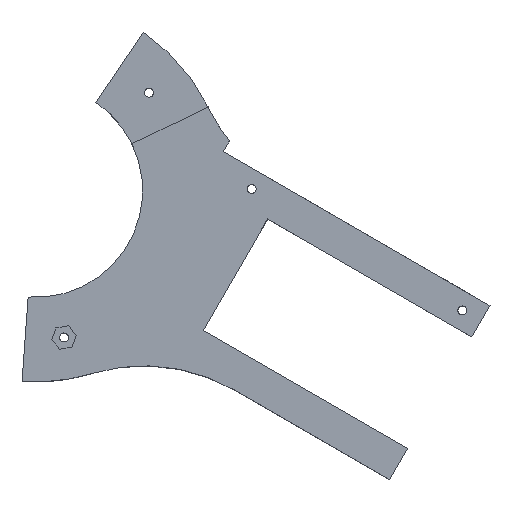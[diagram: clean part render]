
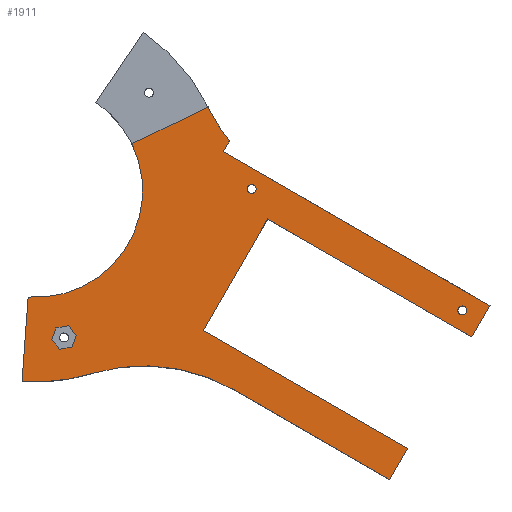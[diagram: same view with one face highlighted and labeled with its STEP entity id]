
A CAD part, top view. The second image highlights one B-rep face of the part: STEP entity #1911.
In plain terms, the highlighted planar face has unit normal (0, 0, 1).
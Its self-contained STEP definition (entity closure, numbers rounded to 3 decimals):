
#198=CARTESIAN_POINT('Vertex',(120.927,-40.592,25.)) ;
#201=CARTESIAN_POINT('Line Origine',(92.608,-24.242,25.)) ;
#205=CARTESIAN_POINT('Vertex',(64.289,-7.892,25.)) ;
#350=CARTESIAN_POINT('Vertex',(51.969,10.768,25.)) ;
#353=CARTESIAN_POINT('Line Origine',(88.948,-10.582,25.)) ;
#357=CARTESIAN_POINT('Vertex',(125.927,-31.932,25.)) ;
#453=CARTESIAN_POINT('Line Origine',(123.427,-36.262,25.)) ;
#477=CARTESIAN_POINT('Line Origine',(55.364,-23.351,25.)) ;
#481=CARTESIAN_POINT('Vertex',(46.439,-38.809,25.)) ;
#662=CARTESIAN_POINT('Line Origine',(52.829,12.258,25.)) ;
#666=CARTESIAN_POINT('Vertex',(53.689,13.747,25.)) ;
#705=CARTESIAN_POINT('Vertex',(117.606,-34.344,25.)) ;
#708=CARTESIAN_POINT('Axis2P3D Location',(118.231,-33.262,25.)) ;
#712=CARTESIAN_POINT('Vertex',(118.856,-32.179,25.)) ;
#727=CARTESIAN_POINT('Axis2P3D Location',(118.231,-33.262,25.)) ;
#745=CARTESIAN_POINT('Vertex',(103.077,-71.509,25.)) ;
#748=CARTESIAN_POINT('Line Origine',(100.577,-75.839,25.)) ;
#752=CARTESIAN_POINT('Vertex',(98.077,-80.169,25.)) ;
#779=CARTESIAN_POINT('Line Origine',(74.758,-55.159,25.)) ;
#819=CARTESIAN_POINT('Axis2P3D Location',(92.751,44.957,25.)) ;
#823=CARTESIAN_POINT('Vertex',(47.758,23.149,25.)) ;
#860=CARTESIAN_POINT('Vertex',(26.656,12.92,25.)) ;
#863=CARTESIAN_POINT('Line Origine',(37.207,18.035,25.)) ;
#886=CARTESIAN_POINT('Vertex',(-3.832,-52.934,25.)) ;
#889=CARTESIAN_POINT('Line Origine',(-2.985,-41.24,25.)) ;
#893=CARTESIAN_POINT('Vertex',(-2.139,-29.545,25.)) ;
#926=CARTESIAN_POINT('Vertex',(15.453,-50.773,25.)) ;
#929=CARTESIAN_POINT('Axis2P3D Location',(0.,0.,25.)) ;
#984=CARTESIAN_POINT('Vertex',(55.012,-55.305,25.)) ;
#987=CARTESIAN_POINT('Axis2P3D Location',(30.012,-98.607,25.)) ;
#1011=CARTESIAN_POINT('Line Origine',(76.545,-67.737,25.)) ;
#1082=CARTESIAN_POINT('Vertex',(59.236,-0.644,25.)) ;
#1085=CARTESIAN_POINT('Axis2P3D Location',(59.861,0.438,25.)) ;
#1089=CARTESIAN_POINT('Vertex',(60.486,1.521,25.)) ;
#1104=CARTESIAN_POINT('Axis2P3D Location',(59.861,0.438,25.)) ;
#1426=CARTESIAN_POINT('Axis2P3D Location',(0.,0.,25.)) ;
#1832=CARTESIAN_POINT('Axis2P3D Location',(0.,0.,25.)) ;
#1853=CARTESIAN_POINT('Line Origine',(8.362,-43.707,25.)) ;
#1857=CARTESIAN_POINT('Vertex',(6.659,-44.021,25.)) ;
#1859=CARTESIAN_POINT('Vertex',(10.066,-43.393,25.)) ;
#1862=CARTESIAN_POINT('Line Origine',(5.536,-42.703,25.)) ;
#1866=CARTESIAN_POINT('Vertex',(4.412,-41.384,25.)) ;
#1869=CARTESIAN_POINT('Line Origine',(4.992,-39.752,25.)) ;
#1873=CARTESIAN_POINT('Vertex',(5.572,-38.12,25.)) ;
#1876=CARTESIAN_POINT('Line Origine',(7.275,-37.806,25.)) ;
#1880=CARTESIAN_POINT('Vertex',(8.979,-37.493,25.)) ;
#1883=CARTESIAN_POINT('Line Origine',(10.102,-38.811,25.)) ;
#1887=CARTESIAN_POINT('Vertex',(11.226,-40.129,25.)) ;
#1890=CARTESIAN_POINT('Line Origine',(10.646,-41.761,25.)) ;
#202=DIRECTION('Vector Direction',(-0.866,0.5,0.)) ;
#354=DIRECTION('Vector Direction',(-0.866,0.5,0.)) ;
#454=DIRECTION('Vector Direction',(0.5,0.866,0.)) ;
#478=DIRECTION('Vector Direction',(-0.5,-0.866,0.)) ;
#663=DIRECTION('Vector Direction',(-0.5,-0.866,0.)) ;
#709=DIRECTION('Axis2P3D Direction',(0.,0.,1.)) ;
#728=DIRECTION('Axis2P3D Direction',(0.,0.,1.)) ;
#749=DIRECTION('Vector Direction',(-0.5,-0.866,0.)) ;
#780=DIRECTION('Vector Direction',(0.866,-0.5,0.)) ;
#820=DIRECTION('Axis2P3D Direction',(0.,0.,-1.)) ;
#864=DIRECTION('Vector Direction',(0.9,0.436,0.)) ;
#890=DIRECTION('Vector Direction',(-0.072,-0.997,0.)) ;
#930=DIRECTION('Axis2P3D Direction',(0.,0.,-1.)) ;
#988=DIRECTION('Axis2P3D Direction',(0.,0.,-1.)) ;
#1012=DIRECTION('Vector Direction',(0.866,-0.5,0.)) ;
#1086=DIRECTION('Axis2P3D Direction',(0.,0.,1.)) ;
#1105=DIRECTION('Axis2P3D Direction',(0.,0.,1.)) ;
#1427=DIRECTION('Axis2P3D Direction',(0.,0.,-1.)) ;
#1833=DIRECTION('Axis2P3D Direction',(0.,0.,1.)) ;
#1834=DIRECTION('Axis2P3D XDirection',(1.,0.,0.)) ;
#1854=DIRECTION('Vector Direction',(0.983,0.181,0.)) ;
#1863=DIRECTION('Vector Direction',(0.649,-0.761,0.)) ;
#1870=DIRECTION('Vector Direction',(-0.335,-0.942,0.)) ;
#1877=DIRECTION('Vector Direction',(-0.983,-0.181,0.)) ;
#1884=DIRECTION('Vector Direction',(-0.649,0.761,0.)) ;
#1891=DIRECTION('Vector Direction',(0.335,0.942,0.)) ;
#710=AXIS2_PLACEMENT_3D('Circle Axis2P3D',#708,#709,$) ;
#729=AXIS2_PLACEMENT_3D('Circle Axis2P3D',#727,#728,$) ;
#821=AXIS2_PLACEMENT_3D('Circle Axis2P3D',#819,#820,$) ;
#931=AXIS2_PLACEMENT_3D('Circle Axis2P3D',#929,#930,$) ;
#989=AXIS2_PLACEMENT_3D('Circle Axis2P3D',#987,#988,$) ;
#1087=AXIS2_PLACEMENT_3D('Circle Axis2P3D',#1085,#1086,$) ;
#1106=AXIS2_PLACEMENT_3D('Circle Axis2P3D',#1104,#1105,$) ;
#1428=AXIS2_PLACEMENT_3D('Circle Axis2P3D',#1426,#1427,$) ;
#1835=AXIS2_PLACEMENT_3D('Plane Axis2P3D',#1832,#1833,#1834) ;
#1838=ORIENTED_EDGE('',*,*,#754,.F.) ;
#1839=ORIENTED_EDGE('',*,*,#783,.T.) ;
#1840=ORIENTED_EDGE('',*,*,#483,.F.) ;
#1841=ORIENTED_EDGE('',*,*,#207,.T.) ;
#1842=ORIENTED_EDGE('',*,*,#457,.T.) ;
#1843=ORIENTED_EDGE('',*,*,#359,.T.) ;
#1844=ORIENTED_EDGE('',*,*,#668,.F.) ;
#1845=ORIENTED_EDGE('',*,*,#825,.F.) ;
#1846=ORIENTED_EDGE('',*,*,#867,.F.) ;
#1847=ORIENTED_EDGE('',*,*,#1430,.F.) ;
#1848=ORIENTED_EDGE('',*,*,#895,.T.) ;
#1849=ORIENTED_EDGE('',*,*,#933,.T.) ;
#1850=ORIENTED_EDGE('',*,*,#991,.F.) ;
#1851=ORIENTED_EDGE('',*,*,#1015,.F.) ;
#1896=ORIENTED_EDGE('',*,*,#1861,.F.) ;
#1897=ORIENTED_EDGE('',*,*,#1868,.F.) ;
#1898=ORIENTED_EDGE('',*,*,#1875,.F.) ;
#1899=ORIENTED_EDGE('',*,*,#1882,.F.) ;
#1900=ORIENTED_EDGE('',*,*,#1889,.F.) ;
#1901=ORIENTED_EDGE('',*,*,#1894,.F.) ;
#1904=ORIENTED_EDGE('',*,*,#1091,.F.) ;
#1905=ORIENTED_EDGE('',*,*,#1108,.F.) ;
#1908=ORIENTED_EDGE('',*,*,#714,.F.) ;
#1909=ORIENTED_EDGE('',*,*,#731,.F.) ;
#1902=FACE_BOUND('',#1895,.T.) ;
#1906=FACE_BOUND('',#1903,.T.) ;
#1910=FACE_BOUND('',#1907,.T.) ;
#203=VECTOR('Line Direction',#202,1.) ;
#355=VECTOR('Line Direction',#354,1.) ;
#455=VECTOR('Line Direction',#454,1.) ;
#479=VECTOR('Line Direction',#478,1.) ;
#664=VECTOR('Line Direction',#663,1.) ;
#750=VECTOR('Line Direction',#749,1.) ;
#781=VECTOR('Line Direction',#780,1.) ;
#865=VECTOR('Line Direction',#864,1.) ;
#891=VECTOR('Line Direction',#890,1.) ;
#1013=VECTOR('Line Direction',#1012,1.) ;
#1855=VECTOR('Line Direction',#1854,1.) ;
#1864=VECTOR('Line Direction',#1863,1.) ;
#1871=VECTOR('Line Direction',#1870,1.) ;
#1878=VECTOR('Line Direction',#1877,1.) ;
#1885=VECTOR('Line Direction',#1884,1.) ;
#1892=VECTOR('Line Direction',#1891,1.) ;
#1911=ADVANCED_FACE('PartBody',(#1852,#1902,#1906,#1910),#1836,.T.) ;
#711=CIRCLE('generated circle',#710,1.25) ;
#730=CIRCLE('generated circle',#729,1.25) ;
#822=CIRCLE('generated circle',#821,50.) ;
#932=CIRCLE('generated circle',#931,53.073) ;
#990=CIRCLE('generated circle',#989,50.) ;
#1088=CIRCLE('generated circle',#1087,1.25) ;
#1107=CIRCLE('generated circle',#1106,1.25) ;
#1429=CIRCLE('generated circle',#1428,29.622) ;
#207=EDGE_CURVE('',#206,#199,#204,.F.) ;
#359=EDGE_CURVE('',#358,#351,#356,.T.) ;
#457=EDGE_CURVE('',#199,#358,#456,.T.) ;
#483=EDGE_CURVE('',#206,#482,#480,.T.) ;
#668=EDGE_CURVE('',#667,#351,#665,.T.) ;
#714=EDGE_CURVE('',#706,#713,#711,.T.) ;
#731=EDGE_CURVE('',#713,#706,#730,.T.) ;
#754=EDGE_CURVE('',#746,#753,#751,.T.) ;
#783=EDGE_CURVE('',#746,#482,#782,.F.) ;
#825=EDGE_CURVE('',#824,#667,#822,.F.) ;
#867=EDGE_CURVE('',#861,#824,#866,.T.) ;
#895=EDGE_CURVE('',#894,#887,#892,.T.) ;
#933=EDGE_CURVE('',#887,#927,#932,.F.) ;
#991=EDGE_CURVE('',#985,#927,#990,.F.) ;
#1015=EDGE_CURVE('',#753,#985,#1014,.F.) ;
#1091=EDGE_CURVE('',#1083,#1090,#1088,.T.) ;
#1108=EDGE_CURVE('',#1090,#1083,#1107,.T.) ;
#1430=EDGE_CURVE('',#894,#861,#1429,.F.) ;
#1861=EDGE_CURVE('',#1858,#1860,#1856,.T.) ;
#1868=EDGE_CURVE('',#1867,#1858,#1865,.T.) ;
#1875=EDGE_CURVE('',#1874,#1867,#1872,.T.) ;
#1882=EDGE_CURVE('',#1881,#1874,#1879,.T.) ;
#1889=EDGE_CURVE('',#1888,#1881,#1886,.T.) ;
#1894=EDGE_CURVE('',#1860,#1888,#1893,.T.) ;
#1837=EDGE_LOOP('',(#1838,#1839,#1840,#1841,#1842,#1843,#1844,#1845,#1846,#1847,#1848,#1849,#1850,#1851)) ;
#1895=EDGE_LOOP('',(#1896,#1897,#1898,#1899,#1900,#1901)) ;
#1903=EDGE_LOOP('',(#1904,#1905)) ;
#1907=EDGE_LOOP('',(#1908,#1909)) ;
#1852=FACE_OUTER_BOUND('',#1837,.T.) ;
#204=LINE('Line',#201,#203) ;
#356=LINE('Line',#353,#355) ;
#456=LINE('Line',#453,#455) ;
#480=LINE('Line',#477,#479) ;
#665=LINE('Line',#662,#664) ;
#751=LINE('Line',#748,#750) ;
#782=LINE('Line',#779,#781) ;
#866=LINE('Line',#863,#865) ;
#892=LINE('Line',#889,#891) ;
#1014=LINE('Line',#1011,#1013) ;
#1856=LINE('Line',#1853,#1855) ;
#1865=LINE('Line',#1862,#1864) ;
#1872=LINE('Line',#1869,#1871) ;
#1879=LINE('Line',#1876,#1878) ;
#1886=LINE('Line',#1883,#1885) ;
#1893=LINE('Line',#1890,#1892) ;
#1836=PLANE('Plane',#1835) ;
#199=VERTEX_POINT('',#198) ;
#206=VERTEX_POINT('',#205) ;
#351=VERTEX_POINT('',#350) ;
#358=VERTEX_POINT('',#357) ;
#482=VERTEX_POINT('',#481) ;
#667=VERTEX_POINT('',#666) ;
#706=VERTEX_POINT('',#705) ;
#713=VERTEX_POINT('',#712) ;
#746=VERTEX_POINT('',#745) ;
#753=VERTEX_POINT('',#752) ;
#824=VERTEX_POINT('',#823) ;
#861=VERTEX_POINT('',#860) ;
#887=VERTEX_POINT('',#886) ;
#894=VERTEX_POINT('',#893) ;
#927=VERTEX_POINT('',#926) ;
#985=VERTEX_POINT('',#984) ;
#1083=VERTEX_POINT('',#1082) ;
#1090=VERTEX_POINT('',#1089) ;
#1858=VERTEX_POINT('',#1857) ;
#1860=VERTEX_POINT('',#1859) ;
#1867=VERTEX_POINT('',#1866) ;
#1874=VERTEX_POINT('',#1873) ;
#1881=VERTEX_POINT('',#1880) ;
#1888=VERTEX_POINT('',#1887) ;
